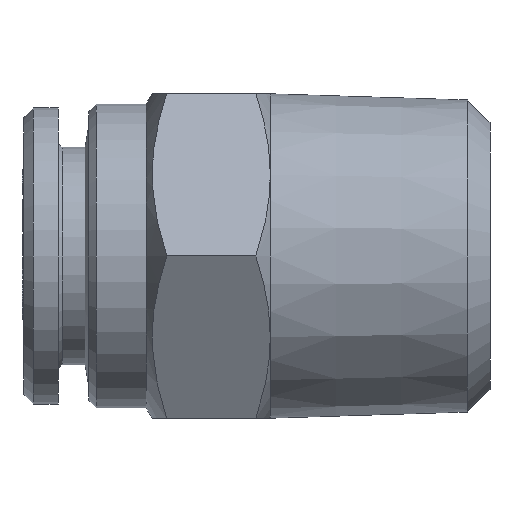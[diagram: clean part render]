
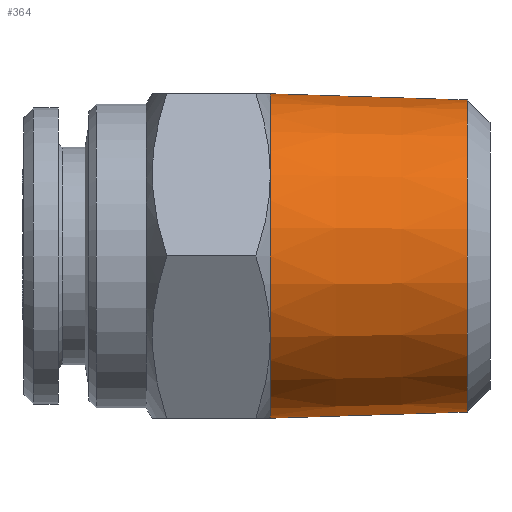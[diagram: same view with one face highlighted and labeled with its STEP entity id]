
A CAD part, left-side view. The second image highlights one B-rep face of the part: STEP entity #364.
In plain terms, the highlighted conical face has half-angle 1.79 degrees and reference radius 8.49 mm.
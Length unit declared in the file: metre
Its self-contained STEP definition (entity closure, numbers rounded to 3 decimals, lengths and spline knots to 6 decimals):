
#364 = ADVANCED_FACE( 'NONE', ( #775, #776 ), #777, .T. );
#775 = FACE_OUTER_BOUND( '', #2295, .T. );
#776 = FACE_BOUND( '', #2296, .T. );
#777 = CONICAL_SURFACE( '', #2297, 0.00849, 0.031 );
#2295 = EDGE_LOOP( '', ( #3576 ) );
#2296 = EDGE_LOOP( '', ( #3577 ) );
#2297 = AXIS2_PLACEMENT_3D( '', #3578, #3579, #3580 );
#3576 = ORIENTED_EDGE( '', *, *, #4223, .T. );
#3577 = ORIENTED_EDGE( '', *, *, #4259, .F. );
#3578 = CARTESIAN_POINT( '', ( 0., 0.0115, 0. ) );
#3579 = DIRECTION( '', ( 0., 1., 0. ) );
#3580 = DIRECTION( '', ( 0., 0., 1. ) );
#4223 = EDGE_CURVE( 'NONE', #4866, #4866, #4867, .T. );
#4259 = EDGE_CURVE( 'NONE', #4920, #4920, #4921, .T. );
#4866 = VERTEX_POINT( '', #6302 );
#4867 = CIRCLE( '', #6303, 0.00849 );
#4920 = VERTEX_POINT( '', #6573 );
#4921 = CIRCLE( '', #6574, 0.008168 );
#6302 = CARTESIAN_POINT( '', ( 0., 0.0115, -0.00849 ) );
#6303 = AXIS2_PLACEMENT_3D( '', #7799, #7800, #7801 );
#6573 = CARTESIAN_POINT( '', ( 0., 0.0012, -0.008168 ) );
#6574 = AXIS2_PLACEMENT_3D( '', #7819, #7820, #7821 );
#7799 = CARTESIAN_POINT( '', ( 0., 0.0115, 0. ) );
#7800 = DIRECTION( '', ( 0., -1., 0. ) );
#7801 = DIRECTION( '', ( 0., 0., -1. ) );
#7819 = CARTESIAN_POINT( '', ( 0., 0.0012, 0. ) );
#7820 = DIRECTION( '', ( 0., -1., 0. ) );
#7821 = DIRECTION( '', ( 0., 0., -1. ) );
